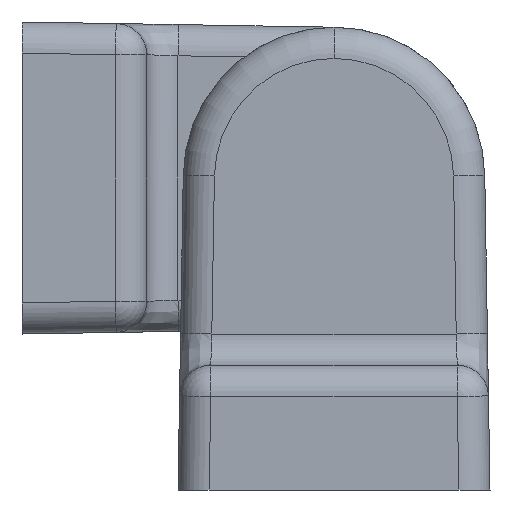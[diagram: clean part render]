
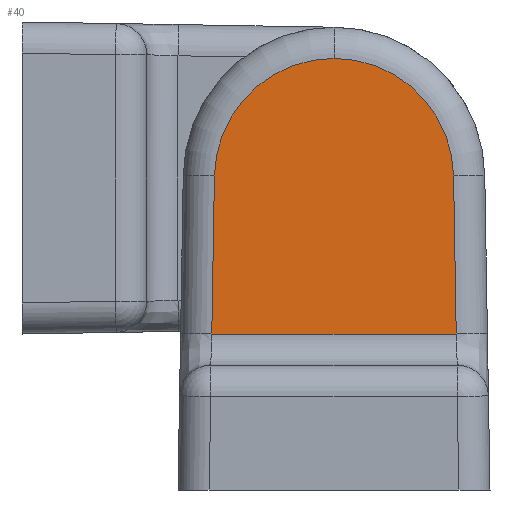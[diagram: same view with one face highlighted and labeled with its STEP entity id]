
A CAD part, front view. The second image highlights one B-rep face of the part: STEP entity #40.
In plain terms, the highlighted planar face has unit normal (0, -1, 0).
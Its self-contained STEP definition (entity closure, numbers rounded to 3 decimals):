
#40 = ADVANCED_FACE ( 'NONE', ( #529 ), #1574, .F. ) ;
#55 = AXIS2_PLACEMENT_3D ( 'NONE', #1649, #1659, #1660 ) ;
#85 = EDGE_CURVE ( 'NONE', #1215, #1230, #876, .T. ) ;
#341 = CARTESIAN_POINT ( 'NONE',  ( 11.751, -63., -15. ) ) ;
#519 = AXIS2_PLACEMENT_3D ( 'NONE', #1575, #1576, #1577 ) ;
#529 = FACE_OUTER_BOUND ( 'NONE', #1264, .T. ) ;
#566 = EDGE_CURVE ( 'NONE', #716, #2734, #1825, .T. ) ;
#569 = EDGE_CURVE ( 'NONE', #2734, #727, #1834, .T. ) ;
#576 = EDGE_CURVE ( 'NONE', #727, #1215, #886, .T. ) ;
#585 = EDGE_CURVE ( 'NONE', #1230, #716, #1882, .T. ) ;
#607 = AXIS2_PLACEMENT_3D ( 'NONE', #1845, #1855, #1856 ) ;
#697 = VECTOR ( 'NONE', #1836, 1000. ) ;
#704 = VECTOR ( 'NONE', #1827, 1000. ) ;
#716 = VERTEX_POINT ( 'NONE', #2037 ) ;
#727 = VERTEX_POINT ( 'NONE', #2040 ) ;
#836 = VECTOR ( 'NONE', #1884, 1000. ) ;
#876 = CIRCLE ( 'NONE', #55, 11.5 ) ;
#886 = CIRCLE ( 'NONE', #607, 11.5 ) ;
#1215 = VERTEX_POINT ( 'NONE', #2261 ) ;
#1230 = VERTEX_POINT ( 'NONE', #2276 ) ;
#1264 = EDGE_LOOP ( 'NONE', ( #2661, #2665, #2663, #2667, #2666 ) ) ;
#1574 = PLANE ( 'NONE',  #519 ) ;
#1575 = CARTESIAN_POINT ( 'NONE',  ( -15., -63., 14.5 ) ) ;
#1576 = DIRECTION ( 'NONE',  ( 0., 1., 0. ) ) ;
#1577 = DIRECTION ( 'NONE',  ( 0., 0., 1. ) ) ;
#1649 = CARTESIAN_POINT ( 'NONE',  ( 0., -63., 0. ) ) ;
#1659 = DIRECTION ( 'NONE',  ( 0., -1., 0. ) ) ;
#1660 = DIRECTION ( 'NONE',  ( 0., 0., 1. ) ) ;
#1825 = LINE ( 'NONE', #1826, #704 ) ;
#1826 = CARTESIAN_POINT ( 'NONE',  ( 14.801, -63., -15. ) ) ;
#1827 = DIRECTION ( 'NONE',  ( 1., 0., 0. ) ) ;
#1834 = LINE ( 'NONE', #1835, #697 ) ;
#1835 = CARTESIAN_POINT ( 'NONE',  ( 11.254, -63., 14.936 ) ) ;
#1836 = DIRECTION ( 'NONE',  ( -0.017, 0., 1. ) ) ;
#1845 = CARTESIAN_POINT ( 'NONE',  ( 0., -63., 0. ) ) ;
#1855 = DIRECTION ( 'NONE',  ( 0., -1., 0. ) ) ;
#1856 = DIRECTION ( 'NONE',  ( 0., 0., 1. ) ) ;
#1882 = LINE ( 'NONE', #1883, #836 ) ;
#1883 = CARTESIAN_POINT ( 'NONE',  ( -11.262, -63., 14.438 ) ) ;
#1884 = DIRECTION ( 'NONE',  ( -0.017, 0., -1. ) ) ;
#2037 = CARTESIAN_POINT ( 'NONE',  ( -11.751, -63., -15. ) ) ;
#2040 = CARTESIAN_POINT ( 'NONE',  ( 11.498, -63., 0.191 ) ) ;
#2261 = CARTESIAN_POINT ( 'NONE',  ( 0., -63., 11.5 ) ) ;
#2276 = CARTESIAN_POINT ( 'NONE',  ( -11.498, -63., 0.191 ) ) ;
#2661 = ORIENTED_EDGE ( 'NONE', *, *, #576, .T. ) ;
#2663 = ORIENTED_EDGE ( 'NONE', *, *, #585, .T. ) ;
#2665 = ORIENTED_EDGE ( 'NONE', *, *, #85, .T. ) ;
#2666 = ORIENTED_EDGE ( 'NONE', *, *, #569, .T. ) ;
#2667 = ORIENTED_EDGE ( 'NONE', *, *, #566, .T. ) ;
#2734 = VERTEX_POINT ( 'NONE', #341 ) ;
